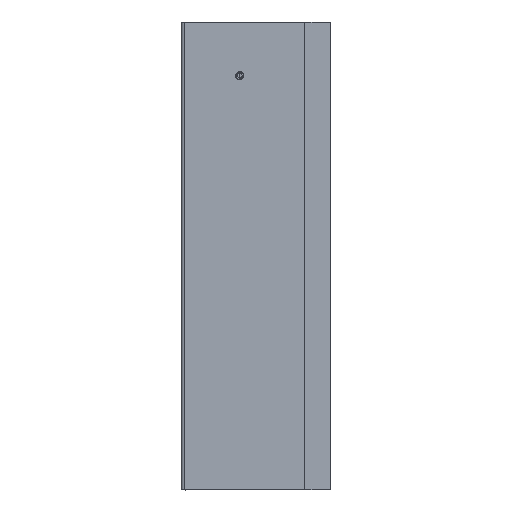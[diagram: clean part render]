
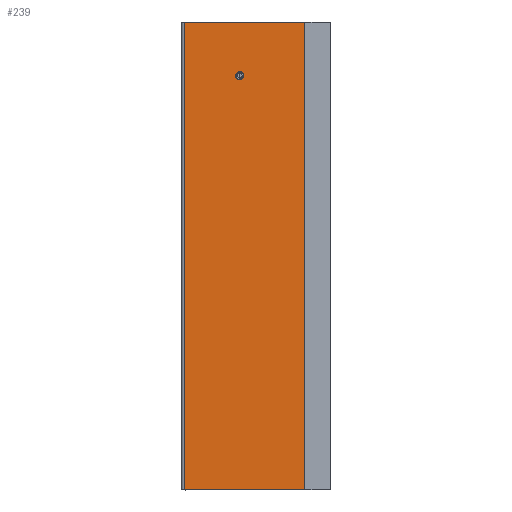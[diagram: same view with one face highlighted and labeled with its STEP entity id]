
A CAD part, left-side view. The second image highlights one B-rep face of the part: STEP entity #239.
In plain terms, the highlighted planar face has unit normal (-1, 0, 0).
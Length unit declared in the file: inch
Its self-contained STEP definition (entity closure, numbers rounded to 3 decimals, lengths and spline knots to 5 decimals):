
#43 = CARTESIAN_POINT ( 'NONE',  ( -1.75, 0., -4.5 ) ) ;
#184 = DIRECTION ( 'NONE',  ( 1., 0., 0. ) ) ;
#239 = ADVANCED_FACE ( 'NONE', ( #11624, #1214 ), #320, .F. ) ;
#320 = PLANE ( 'NONE',  #10973 ) ;
#476 = CARTESIAN_POINT ( 'NONE',  ( -1.75, 0., -4.5 ) ) ;
#686 = AXIS2_PLACEMENT_3D ( 'NONE', #4934, #13276, #12264 ) ;
#1214 = FACE_OUTER_BOUND ( 'NONE', #6628, .T. ) ;
#1369 = DIRECTION ( 'NONE',  ( 0., 0., -1. ) ) ;
#1836 = EDGE_CURVE ( 'NONE', #10128, #12483, #2634, .T. ) ;
#1913 = ORIENTED_EDGE ( 'NONE', *, *, #5155, .T. ) ;
#2080 = CARTESIAN_POINT ( 'NONE',  ( -1.75, 0., 3.54675 ) ) ;
#2508 = DIRECTION ( 'NONE',  ( 0., 1., 0. ) ) ;
#2634 = LINE ( 'NONE', #12021, #12327 ) ;
#3132 = ORIENTED_EDGE ( 'NONE', *, *, #8767, .T. ) ;
#3469 = VECTOR ( 'NONE', #10165, 39.37008 ) ;
#3602 = ORIENTED_EDGE ( 'NONE', *, *, #11844, .F. ) ;
#3709 = DIRECTION ( 'NONE',  ( 0., 1., 0. ) ) ;
#4014 = ORIENTED_EDGE ( 'NONE', *, *, #6314, .F. ) ;
#4608 = CIRCLE ( 'NONE', #12252, 0.0785 ) ;
#4645 = CARTESIAN_POINT ( 'NONE',  ( -1.75, 0., 3.38975 ) ) ;
#4934 = CARTESIAN_POINT ( 'NONE',  ( -1.75, 0., 3.46825 ) ) ;
#5155 = EDGE_CURVE ( 'NONE', #12483, #7180, #5995, .T. ) ;
#5995 = LINE ( 'NONE', #10233, #3469 ) ;
#6109 = LINE ( 'NONE', #8083, #11485 ) ;
#6314 = EDGE_CURVE ( 'NONE', #10937, #7014, #4608, .T. ) ;
#6628 = EDGE_LOOP ( 'NONE', ( #8240, #1913, #3602, #3132 ) ) ;
#7014 = VERTEX_POINT ( 'NONE', #2080 ) ;
#7180 = VERTEX_POINT ( 'NONE', #8214 ) ;
#7655 = DIRECTION ( 'NONE',  ( 0., 0., -1. ) ) ;
#8083 = CARTESIAN_POINT ( 'NONE',  ( -1.75, -1.25, -5.31303 ) ) ;
#8214 = CARTESIAN_POINT ( 'NONE',  ( -1.75, 1.065, -4.5 ) ) ;
#8240 = ORIENTED_EDGE ( 'NONE', *, *, #1836, .T. ) ;
#8753 = CIRCLE ( 'NONE', #686, 0.0785 ) ;
#8767 = EDGE_CURVE ( 'NONE', #12952, #10128, #6109, .T. ) ;
#8909 = CARTESIAN_POINT ( 'NONE',  ( -1.75, -1.25, -4.5 ) ) ;
#9116 = VECTOR ( 'NONE', #3709, 39.37008 ) ;
#9664 = CARTESIAN_POINT ( 'NONE',  ( -1.75, 0., 3.46825 ) ) ;
#9692 = CARTESIAN_POINT ( 'NONE',  ( -1.75, 1.065, 4.5 ) ) ;
#10128 = VERTEX_POINT ( 'NONE', #10434 ) ;
#10165 = DIRECTION ( 'NONE',  ( 0., 0., -1. ) ) ;
#10233 = CARTESIAN_POINT ( 'NONE',  ( -1.75, 1.065, -4.5 ) ) ;
#10434 = CARTESIAN_POINT ( 'NONE',  ( -1.75, -1.25, 4.5 ) ) ;
#10626 = EDGE_LOOP ( 'NONE', ( #4014, #12917 ) ) ;
#10680 = DIRECTION ( 'NONE',  ( -1., 0., 0. ) ) ;
#10937 = VERTEX_POINT ( 'NONE', #4645 ) ;
#10973 = AXIS2_PLACEMENT_3D ( 'NONE', #43, #184, #7655 ) ;
#11027 = LINE ( 'NONE', #476, #9116 ) ;
#11485 = VECTOR ( 'NONE', #12133, 39.37008 ) ;
#11624 = FACE_BOUND ( 'NONE', #10626, .T. ) ;
#11844 = EDGE_CURVE ( 'NONE', #12952, #7180, #11027, .T. ) ;
#12021 = CARTESIAN_POINT ( 'NONE',  ( -1.75, 0., 4.5 ) ) ;
#12133 = DIRECTION ( 'NONE',  ( 0., 0., 1. ) ) ;
#12252 = AXIS2_PLACEMENT_3D ( 'NONE', #9664, #10680, #1369 ) ;
#12264 = DIRECTION ( 'NONE',  ( 0., 0., -1. ) ) ;
#12327 = VECTOR ( 'NONE', #2508, 39.37008 ) ;
#12483 = VERTEX_POINT ( 'NONE', #9692 ) ;
#12917 = ORIENTED_EDGE ( 'NONE', *, *, #13040, .F. ) ;
#12952 = VERTEX_POINT ( 'NONE', #8909 ) ;
#13040 = EDGE_CURVE ( 'NONE', #7014, #10937, #8753, .T. ) ;
#13276 = DIRECTION ( 'NONE',  ( -1., 0., 0. ) ) ;
